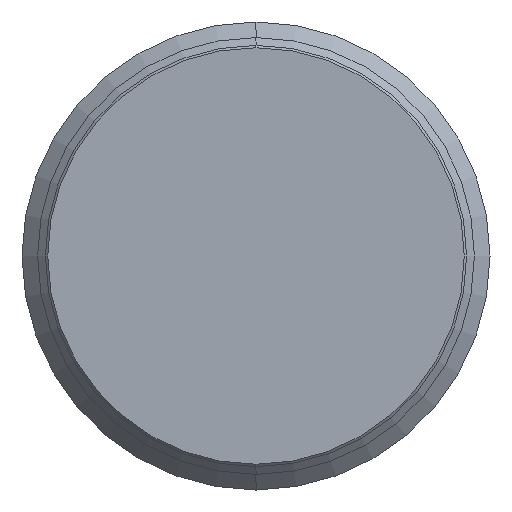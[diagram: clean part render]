
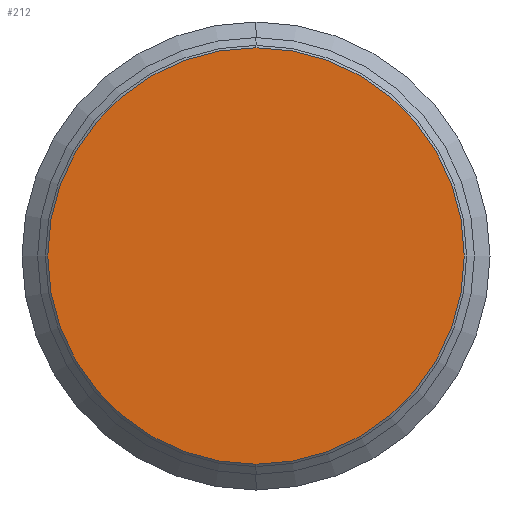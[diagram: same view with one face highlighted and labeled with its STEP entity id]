
A CAD part, left-side view. The second image highlights one B-rep face of the part: STEP entity #212.
In plain terms, the highlighted planar face has unit normal (-1, 0, 0).
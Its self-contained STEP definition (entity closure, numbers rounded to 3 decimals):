
#37 = CARTESIAN_POINT ( 'NONE',  ( 0., 0., 0. ) ) ;
#46 = AXIS2_PLACEMENT_3D ( 'NONE', #37, #439, #582 ) ;
#59 = EDGE_LOOP ( 'NONE', ( #561, #629 ) ) ;
#66 = DIRECTION ( 'NONE',  ( 1., 0., 0. ) ) ;
#71 = DIRECTION ( 'NONE',  ( 0., 0., -1. ) ) ;
#153 = VERTEX_POINT ( 'NONE', #163 ) ;
#163 = CARTESIAN_POINT ( 'NONE',  ( 0., 0., -26.7 ) ) ;
#212 = ADVANCED_FACE ( 'NONE', ( #276 ), #615, .F. ) ;
#214 = CARTESIAN_POINT ( 'NONE',  ( 0., 0., 0. ) ) ;
#244 = EDGE_CURVE ( 'NONE', #153, #280, #292, .T. ) ;
#276 = FACE_OUTER_BOUND ( 'NONE', #59, .T. ) ;
#280 = VERTEX_POINT ( 'NONE', #554 ) ;
#292 = CIRCLE ( 'NONE', #46, 26.7 ) ;
#311 = EDGE_CURVE ( 'NONE', #280, #153, #610, .T. ) ;
#438 = AXIS2_PLACEMENT_3D ( 'NONE', #214, #66, #71 ) ;
#439 = DIRECTION ( 'NONE',  ( -1., 0., 0. ) ) ;
#448 = DIRECTION ( 'NONE',  ( 0., 0., 1. ) ) ;
#500 = AXIS2_PLACEMENT_3D ( 'NONE', #606, #590, #448 ) ;
#554 = CARTESIAN_POINT ( 'NONE',  ( 0., 0., 26.7 ) ) ;
#561 = ORIENTED_EDGE ( 'NONE', *, *, #244, .T. ) ;
#582 = DIRECTION ( 'NONE',  ( 0., 0., 1. ) ) ;
#590 = DIRECTION ( 'NONE',  ( -1., 0., 0. ) ) ;
#606 = CARTESIAN_POINT ( 'NONE',  ( 0., 0., 0. ) ) ;
#610 = CIRCLE ( 'NONE', #500, 26.7 ) ;
#615 = PLANE ( 'NONE',  #438 ) ;
#629 = ORIENTED_EDGE ( 'NONE', *, *, #311, .T. ) ;
